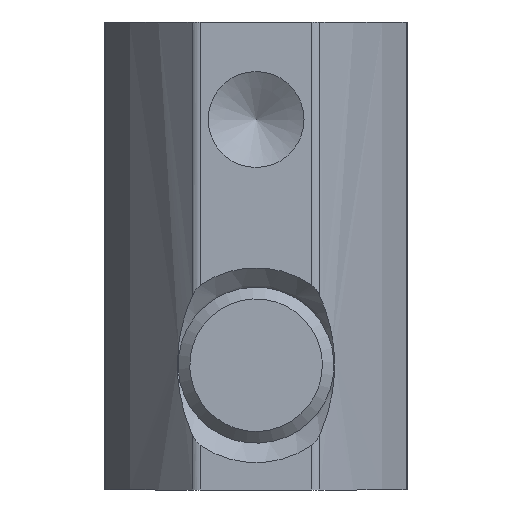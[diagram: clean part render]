
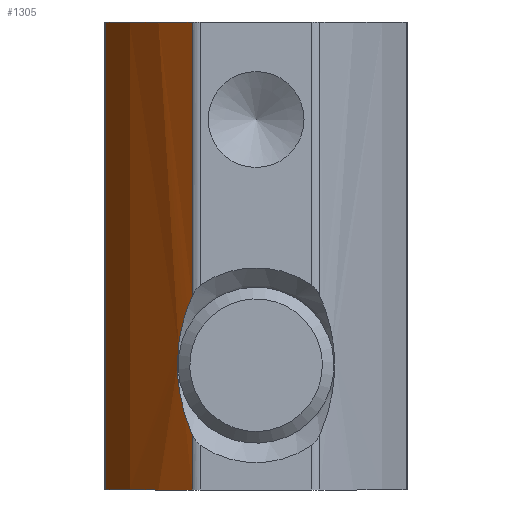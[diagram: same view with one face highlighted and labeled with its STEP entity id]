
A CAD part, left-side view. The second image highlights one B-rep face of the part: STEP entity #1305.
In plain terms, the highlighted cylindrical face has radius 10.7 mm (diameter 21.4 mm), a partial arc.
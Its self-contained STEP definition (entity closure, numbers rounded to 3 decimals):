
#37=B_SPLINE_CURVE_WITH_KNOTS('',3,(#2179,#2180,#2181,#2182,#2183,#2184,
#2185,#2186,#2187,#2188,#2189,#2190,#2191,#2192,#2193),.UNSPECIFIED.,.F.,
 .F.,(4,2,2,3,2,2,4),(-0.179,-0.154,-0.077,
0.,0.084,0.168,0.178),
 .UNSPECIFIED.);
#175=FACE_OUTER_BOUND('',#269,.T.);
#269=EDGE_LOOP('',(#1058,#1059,#1060,#1061,#1062,#1063));
#341=LINE('',#2173,#421);
#342=LINE('',#2263,#422);
#343=LINE('',#2265,#423);
#421=VECTOR('',#1768,12.);
#422=VECTOR('',#1797,1.431);
#423=VECTOR('',#1798,7.031);
#508=CIRCLE('',#1453,10.7);
#509=CIRCLE('',#1454,10.7);
#601=VERTEX_POINT('',#2166);
#604=VERTEX_POINT('',#2171);
#606=VERTEX_POINT('',#2177);
#607=VERTEX_POINT('',#2178);
#618=VERTEX_POINT('',#2261);
#619=VERTEX_POINT('',#2264);
#758=EDGE_CURVE('',#601,#604,#341,.T.);
#760=EDGE_CURVE('',#606,#607,#37,.T.);
#772=EDGE_CURVE('',#604,#618,#508,.T.);
#773=EDGE_CURVE('',#618,#606,#342,.T.);
#774=EDGE_CURVE('',#607,#619,#343,.T.);
#775=EDGE_CURVE('',#619,#601,#509,.T.);
#1058=ORIENTED_EDGE('',*,*,#772,.T.);
#1059=ORIENTED_EDGE('',*,*,#773,.T.);
#1060=ORIENTED_EDGE('',*,*,#760,.T.);
#1061=ORIENTED_EDGE('',*,*,#774,.T.);
#1062=ORIENTED_EDGE('',*,*,#775,.T.);
#1063=ORIENTED_EDGE('',*,*,#758,.T.);
#1188=CYLINDRICAL_SURFACE('',#1452,10.7);
#1305=ADVANCED_FACE('',(#175),#1188,.T.);
#1452=AXIS2_PLACEMENT_3D('',#2260,#1793,#1794);
#1453=AXIS2_PLACEMENT_3D('',#2262,#1795,#1796);
#1454=AXIS2_PLACEMENT_3D('',#2266,#1799,#1800);
#1768=DIRECTION('',(0.,1.,0.));
#1793=DIRECTION('center_axis',(0.,-1.,0.));
#1794=DIRECTION('ref_axis',(1.,0.,0.));
#1795=DIRECTION('center_axis',(0.,-1.,0.));
#1796=DIRECTION('ref_axis',(1.,0.,0.));
#1797=DIRECTION('',(0.,-1.,0.));
#1798=DIRECTION('',(0.,-1.,0.));
#1799=DIRECTION('center_axis',(0.,1.,0.));
#1800=DIRECTION('ref_axis',(1.,0.,0.));
#2166=CARTESIAN_POINT('',(3.85,-8.438,19.97));
#2171=CARTESIAN_POINT('',(3.85,3.562,19.97));
#2173=CARTESIAN_POINT('',(3.85,-8.438,19.97));
#2177=CARTESIAN_POINT('',(1.64,2.131,23.159));
#2178=CARTESIAN_POINT('',(1.64,-1.408,23.159));
#2179=CARTESIAN_POINT('Ctrl Pts',(1.64,2.131,23.159));
#2180=CARTESIAN_POINT('Ctrl Pts',(1.672,2.06,23.128));
#2181=CARTESIAN_POINT('Ctrl Pts',(1.701,1.988,23.098));
#2182=CARTESIAN_POINT('Ctrl Pts',(1.814,1.69,22.983));
#2183=CARTESIAN_POINT('Ctrl Pts',(1.891,1.432,22.902));
#2184=CARTESIAN_POINT('Ctrl Pts',(1.993,0.896,22.792));
#2185=CARTESIAN_POINT('Ctrl Pts',(2.018,0.618,22.764));
#2186=CARTESIAN_POINT('Ctrl Pts',(2.018,0.362,22.764));
#2187=CARTESIAN_POINT('Ctrl Pts',(2.018,0.082,22.764));
#2188=CARTESIAN_POINT('Ctrl Pts',(1.988,-0.219,22.797));
#2189=CARTESIAN_POINT('Ctrl Pts',(1.868,-0.798,22.926));
#2190=CARTESIAN_POINT('Ctrl Pts',(1.778,-1.076,23.02));
#2191=CARTESIAN_POINT('Ctrl Pts',(1.666,-1.347,23.133));
#2192=CARTESIAN_POINT('Ctrl Pts',(1.653,-1.378,23.146));
#2193=CARTESIAN_POINT('Ctrl Pts',(1.64,-1.408,23.159));
#2260=CARTESIAN_POINT('Origin',(-5.904,-8.438,15.572));
#2261=CARTESIAN_POINT('',(1.64,3.562,23.159));
#2262=CARTESIAN_POINT('Origin',(-5.904,3.562,15.572));
#2263=CARTESIAN_POINT('',(1.64,-8.438,23.159));
#2264=CARTESIAN_POINT('',(1.64,-8.438,23.159));
#2265=CARTESIAN_POINT('',(1.64,-8.438,23.159));
#2266=CARTESIAN_POINT('Origin',(-5.904,-8.438,15.572));
